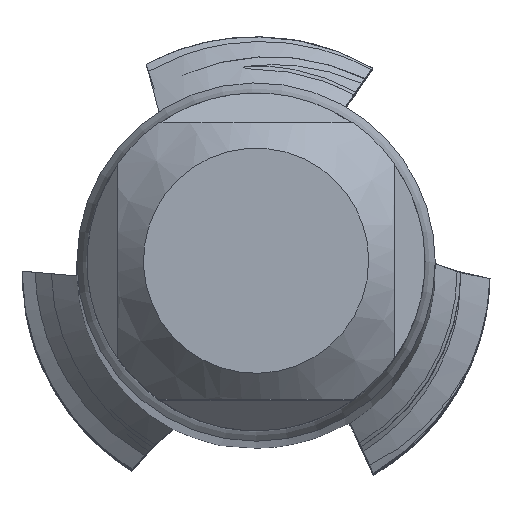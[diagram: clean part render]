
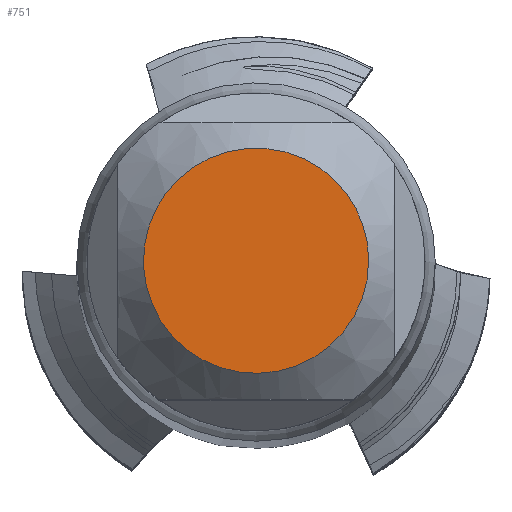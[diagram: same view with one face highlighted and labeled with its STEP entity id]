
A CAD part, top view. The second image highlights one B-rep face of the part: STEP entity #751.
In plain terms, the highlighted planar face has unit normal (0, 0, 1).
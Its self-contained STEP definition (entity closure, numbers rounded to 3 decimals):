
#751=ADVANCED_FACE('NONE',(#1167),#1138,.T.);
#1138=PLANE('',#7343);
#1167=FACE_OUTER_BOUND('',#1561,.T.);
#1561=EDGE_LOOP('',(#2077));
#1958=CIRCLE('',#7342,1.1);
#2077=ORIENTED_EDGE('',*,*,#5191,.F.);
#4398=VERTEX_POINT('',#9333);
#5191=EDGE_CURVE('NONE',#4398,#4398,#1958,.T.);
#7342=AXIS2_PLACEMENT_3D('',#9332,#7834,#7835);
#7343=AXIS2_PLACEMENT_3D('',#9334,#7836,#7837);
#7834=DIRECTION('',(0.,0.,-1.));
#7835=DIRECTION('',(1.,0.,0.));
#7836=DIRECTION('',(0.,0.,1.));
#7837=DIRECTION('',(1.,0.,0.));
#9332=CARTESIAN_POINT('',(0.,0.,0.));
#9333=CARTESIAN_POINT('',(1.1,0.,0.));
#9334=CARTESIAN_POINT('',(0.,0.,0.));
